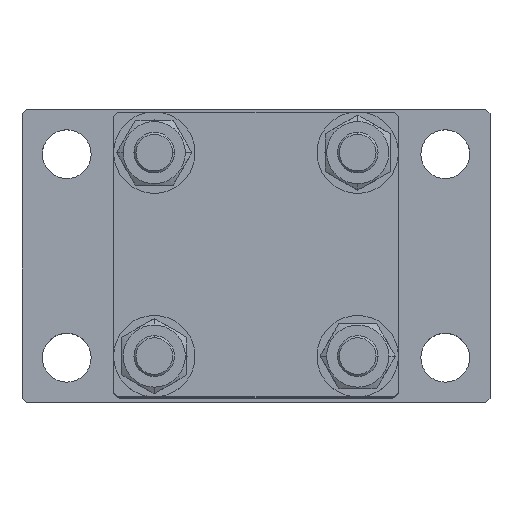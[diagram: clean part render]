
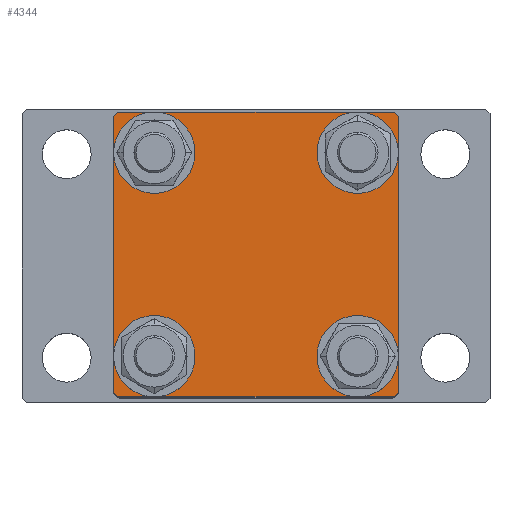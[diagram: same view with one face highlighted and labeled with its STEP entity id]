
A CAD part, top view. The second image highlights one B-rep face of the part: STEP entity #4344.
In plain terms, the highlighted planar face has unit normal (0, 0, 1).
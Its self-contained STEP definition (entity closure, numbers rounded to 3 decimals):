
#158 = CARTESIAN_POINT ( 'NONE',  ( 0., 0., 15. ) ) ;
#160 = DIRECTION ( 'NONE',  ( 0., 0., -1. ) ) ;
#163 = PLANE ( 'NONE',  #2490 ) ;
#166 = DIRECTION ( 'NONE',  ( -1., 0., 0. ) ) ;
#382 = FACE_OUTER_BOUND ( 'NONE', #7742, .T. ) ;
#383 = FACE_BOUND ( 'NONE', #4225, .T. ) ;
#385 = FACE_BOUND ( 'NONE', #7741, .T. ) ;
#388 = FACE_BOUND ( 'NONE', #4224, .T. ) ;
#389 = FACE_BOUND ( 'NONE', #4226, .T. ) ;
#520 = CIRCLE ( 'NONE', #2543, 5.5 ) ;
#537 = CIRCLE ( 'NONE', #2553, 5.5 ) ;
#544 = CIRCLE ( 'NONE', #2556, 5.5 ) ;
#555 = CIRCLE ( 'NONE', #2560, 5.5 ) ;
#562 = LINE ( 'NONE', #3420, #565 ) ;
#564 = LINE ( 'NONE', #3407, #569 ) ;
#565 = VECTOR ( 'NONE', #3421, 1000. ) ;
#569 = VECTOR ( 'NONE', #3423, 1000. ) ;
#588 = LINE ( 'NONE', #5780, #591 ) ;
#591 = VECTOR ( 'NONE', #5781, 1000. ) ;
#599 = LINE ( 'NONE', #5792, #602 ) ;
#602 = VECTOR ( 'NONE', #5793, 1000. ) ;
#603 = CIRCLE ( 'NONE', #2568, 5.5 ) ;
#633 = CIRCLE ( 'NONE', #2577, 5.5 ) ;
#662 = LINE ( 'NONE', #5939, #669 ) ;
#663 = LINE ( 'NONE', #5928, #665 ) ;
#665 = VECTOR ( 'NONE', #5935, 1000. ) ;
#666 = LINE ( 'NONE', #5949, #674 ) ;
#668 = LINE ( 'NONE', #5947, #671 ) ;
#669 = VECTOR ( 'NONE', #5946, 1000. ) ;
#671 = VECTOR ( 'NONE', #5948, 1000. ) ;
#674 = VECTOR ( 'NONE', #5944, 1000. ) ;
#1881 = CIRCLE ( 'NONE', #2858, 5.5 ) ;
#2490 = AXIS2_PLACEMENT_3D ( 'NONE', #158, #160, #166 ) ;
#2543 = AXIS2_PLACEMENT_3D ( 'NONE', #3308, #3309, #3310 ) ;
#2553 = AXIS2_PLACEMENT_3D ( 'NONE', #3380, #3381, #3382 ) ;
#2556 = AXIS2_PLACEMENT_3D ( 'NONE', #3390, #3391, #3392 ) ;
#2560 = AXIS2_PLACEMENT_3D ( 'NONE', #3412, #3413, #3414 ) ;
#2568 = AXIS2_PLACEMENT_3D ( 'NONE', #5799, #5800, #5801 ) ;
#2577 = AXIS2_PLACEMENT_3D ( 'NONE', #5849, #5850, #5851 ) ;
#2858 = AXIS2_PLACEMENT_3D ( 'NONE', #6497, #6498, #6499 ) ;
#2888 = AXIS2_PLACEMENT_3D ( 'NONE', #3593, #3594, #3595 ) ;
#2909 = CARTESIAN_POINT ( 'NONE',  ( -35., -34., 15. ) ) ;
#3095 = CARTESIAN_POINT ( 'NONE',  ( 34., -35., 15. ) ) ;
#3098 = CARTESIAN_POINT ( 'NONE',  ( -34., -35., 15. ) ) ;
#3099 = CARTESIAN_POINT ( 'NONE',  ( 34., 35., 15. ) ) ;
#3100 = CARTESIAN_POINT ( 'NONE',  ( -35., 34., 15. ) ) ;
#3102 = CARTESIAN_POINT ( 'NONE',  ( 35., -34., 15. ) ) ;
#3104 = CARTESIAN_POINT ( 'NONE',  ( 35., 34., 15. ) ) ;
#3119 = CARTESIAN_POINT ( 'NONE',  ( -34., 35., 15. ) ) ;
#3132 = CARTESIAN_POINT ( 'NONE',  ( 19.5, 25., 15. ) ) ;
#3133 = CARTESIAN_POINT ( 'NONE',  ( 30.5, 25., 15. ) ) ;
#3136 = CARTESIAN_POINT ( 'NONE',  ( 19.5, -25., 15. ) ) ;
#3137 = CARTESIAN_POINT ( 'NONE',  ( 30.5, -25., 15. ) ) ;
#3140 = CARTESIAN_POINT ( 'NONE',  ( -30.5, -25., 15. ) ) ;
#3141 = CARTESIAN_POINT ( 'NONE',  ( -19.5, -25., 15. ) ) ;
#3142 = CARTESIAN_POINT ( 'NONE',  ( -30.5, 25., 15. ) ) ;
#3145 = CARTESIAN_POINT ( 'NONE',  ( -19.5, 25., 15. ) ) ;
#3308 = CARTESIAN_POINT ( 'NONE',  ( 25., -25., 15. ) ) ;
#3309 = DIRECTION ( 'NONE',  ( 0., 0., -1. ) ) ;
#3310 = DIRECTION ( 'NONE',  ( -1., 0., 0. ) ) ;
#3380 = CARTESIAN_POINT ( 'NONE',  ( 25., 25., 15. ) ) ;
#3381 = DIRECTION ( 'NONE',  ( 0., 0., -1. ) ) ;
#3382 = DIRECTION ( 'NONE',  ( -1., 0., 0. ) ) ;
#3390 = CARTESIAN_POINT ( 'NONE',  ( 25., -25., 15. ) ) ;
#3391 = DIRECTION ( 'NONE',  ( 0., 0., -1. ) ) ;
#3392 = DIRECTION ( 'NONE',  ( -1., 0., 0. ) ) ;
#3407 = CARTESIAN_POINT ( 'NONE',  ( -35., -35., 15. ) ) ;
#3412 = CARTESIAN_POINT ( 'NONE',  ( 25., 25., 15. ) ) ;
#3413 = DIRECTION ( 'NONE',  ( 0., 0., -1. ) ) ;
#3414 = DIRECTION ( 'NONE',  ( -1., 0., 0. ) ) ;
#3420 = CARTESIAN_POINT ( 'NONE',  ( -35., -35., 15. ) ) ;
#3421 = DIRECTION ( 'NONE',  ( 1., 0., 0. ) ) ;
#3423 = DIRECTION ( 'NONE',  ( 0., -1., 0. ) ) ;
#3495 = EDGE_CURVE ( 'NONE', #4804, #4801, #8118, .T. ) ;
#3593 = CARTESIAN_POINT ( 'NONE',  ( -25., 25., 15. ) ) ;
#3594 = DIRECTION ( 'NONE',  ( 0., 0., -1. ) ) ;
#3595 = DIRECTION ( 'NONE',  ( -1., 0., 0. ) ) ;
#4224 = EDGE_LOOP ( 'NONE', ( #5215, #4967 ) ) ;
#4225 = EDGE_LOOP ( 'NONE', ( #4998, #5103 ) ) ;
#4226 = EDGE_LOOP ( 'NONE', ( #4983, #4979 ) ) ;
#4344 = ADVANCED_FACE ( 'NONE', ( #383, #389, #385, #388, #382 ), #163, .F. ) ;
#4431 = VERTEX_POINT ( 'NONE', #2909 ) ;
#4754 = VERTEX_POINT ( 'NONE', #3095 ) ;
#4757 = VERTEX_POINT ( 'NONE', #3098 ) ;
#4758 = VERTEX_POINT ( 'NONE', #3099 ) ;
#4759 = VERTEX_POINT ( 'NONE', #3100 ) ;
#4761 = VERTEX_POINT ( 'NONE', #3102 ) ;
#4763 = VERTEX_POINT ( 'NONE', #3104 ) ;
#4778 = VERTEX_POINT ( 'NONE', #3119 ) ;
#4791 = VERTEX_POINT ( 'NONE', #3132 ) ;
#4792 = VERTEX_POINT ( 'NONE', #3133 ) ;
#4795 = VERTEX_POINT ( 'NONE', #3136 ) ;
#4796 = VERTEX_POINT ( 'NONE', #3137 ) ;
#4799 = VERTEX_POINT ( 'NONE', #3140 ) ;
#4800 = VERTEX_POINT ( 'NONE', #3141 ) ;
#4801 = VERTEX_POINT ( 'NONE', #3142 ) ;
#4804 = VERTEX_POINT ( 'NONE', #3145 ) ;
#4967 = ORIENTED_EDGE ( 'NONE', *, *, #5275, .T. ) ;
#4971 = ORIENTED_EDGE ( 'NONE', *, *, #5280, .T. ) ;
#4977 = ORIENTED_EDGE ( 'NONE', *, *, #5348, .T. ) ;
#4979 = ORIENTED_EDGE ( 'NONE', *, *, #5302, .T. ) ;
#4983 = ORIENTED_EDGE ( 'NONE', *, *, #5323, .T. ) ;
#4984 = ORIENTED_EDGE ( 'NONE', *, *, #5300, .T. ) ;
#4991 = ORIENTED_EDGE ( 'NONE', *, *, #5351, .T. ) ;
#4992 = ORIENTED_EDGE ( 'NONE', *, *, #5346, .T. ) ;
#4998 = ORIENTED_EDGE ( 'NONE', *, *, #7522, .T. ) ;
#5022 = ORIENTED_EDGE ( 'NONE', *, *, #5246, .T. ) ;
#5092 = ORIENTED_EDGE ( 'NONE', *, *, #5266, .T. ) ;
#5103 = ORIENTED_EDGE ( 'NONE', *, *, #3495, .T. ) ;
#5109 = ORIENTED_EDGE ( 'NONE', *, *, #5278, .T. ) ;
#5131 = ORIENTED_EDGE ( 'NONE', *, *, #5294, .T. ) ;
#5215 = ORIENTED_EDGE ( 'NONE', *, *, #5263, .T. ) ;
#5235 = ORIENTED_EDGE ( 'NONE', *, *, #5349, .T. ) ;
#5246 = EDGE_CURVE ( 'NONE', #4796, #4795, #520, .T. ) ;
#5263 = EDGE_CURVE ( 'NONE', #4791, #4792, #537, .T. ) ;
#5266 = EDGE_CURVE ( 'NONE', #4795, #4796, #544, .T. ) ;
#5275 = EDGE_CURVE ( 'NONE', #4792, #4791, #555, .T. ) ;
#5278 = EDGE_CURVE ( 'NONE', #4757, #4754, #562, .T. ) ;
#5280 = EDGE_CURVE ( 'NONE', #4759, #4431, #564, .T. ) ;
#5294 = EDGE_CURVE ( 'NONE', #4758, #4778, #588, .T. ) ;
#5300 = EDGE_CURVE ( 'NONE', #4761, #4763, #599, .T. ) ;
#5302 = EDGE_CURVE ( 'NONE', #4800, #4799, #603, .T. ) ;
#5323 = EDGE_CURVE ( 'NONE', #4799, #4800, #633, .T. ) ;
#5346 = EDGE_CURVE ( 'NONE', #4778, #4759, #663, .T. ) ;
#5348 = EDGE_CURVE ( 'NONE', #4763, #4758, #662, .T. ) ;
#5349 = EDGE_CURVE ( 'NONE', #4754, #4761, #668, .T. ) ;
#5351 = EDGE_CURVE ( 'NONE', #4431, #4757, #666, .T. ) ;
#5780 = CARTESIAN_POINT ( 'NONE',  ( -35., 35., 15. ) ) ;
#5781 = DIRECTION ( 'NONE',  ( -1., 0., 0. ) ) ;
#5792 = CARTESIAN_POINT ( 'NONE',  ( 35., -35., 15. ) ) ;
#5793 = DIRECTION ( 'NONE',  ( 0., 1., 0. ) ) ;
#5799 = CARTESIAN_POINT ( 'NONE',  ( -25., -25., 15. ) ) ;
#5800 = DIRECTION ( 'NONE',  ( 0., 0., -1. ) ) ;
#5801 = DIRECTION ( 'NONE',  ( -1., 0., 0. ) ) ;
#5849 = CARTESIAN_POINT ( 'NONE',  ( -25., -25., 15. ) ) ;
#5850 = DIRECTION ( 'NONE',  ( 0., 0., -1. ) ) ;
#5851 = DIRECTION ( 'NONE',  ( -1., 0., 0. ) ) ;
#5928 = CARTESIAN_POINT ( 'NONE',  ( -35., 34., 15. ) ) ;
#5935 = DIRECTION ( 'NONE',  ( -0.707, -0.707, 0. ) ) ;
#5939 = CARTESIAN_POINT ( 'NONE',  ( 34., 35., 15. ) ) ;
#5944 = DIRECTION ( 'NONE',  ( 0.707, -0.707, 0. ) ) ;
#5946 = DIRECTION ( 'NONE',  ( -0.707, 0.707, 0. ) ) ;
#5947 = CARTESIAN_POINT ( 'NONE',  ( 35., -34., 15. ) ) ;
#5948 = DIRECTION ( 'NONE',  ( 0.707, 0.707, 0. ) ) ;
#5949 = CARTESIAN_POINT ( 'NONE',  ( -34., -35., 15. ) ) ;
#6497 = CARTESIAN_POINT ( 'NONE',  ( -25., 25., 15. ) ) ;
#6498 = DIRECTION ( 'NONE',  ( 0., 0., -1. ) ) ;
#6499 = DIRECTION ( 'NONE',  ( -1., 0., 0. ) ) ;
#7522 = EDGE_CURVE ( 'NONE', #4801, #4804, #1881, .T. ) ;
#7741 = EDGE_LOOP ( 'NONE', ( #5092, #5022 ) ) ;
#7742 = EDGE_LOOP ( 'NONE', ( #4971, #4991, #5109, #5235, #4984, #4977, #5131, #4992 ) ) ;
#8118 = CIRCLE ( 'NONE', #2888, 5.5 ) ;
